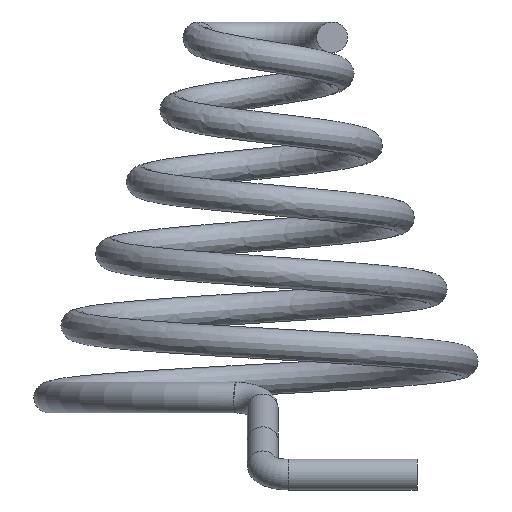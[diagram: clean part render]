
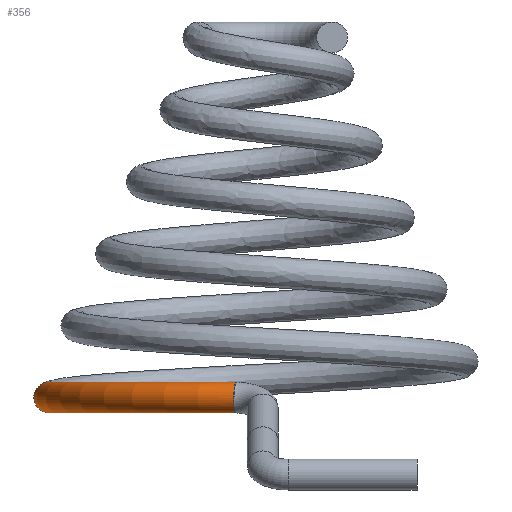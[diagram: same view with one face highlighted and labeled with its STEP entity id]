
A CAD part, front view. The second image highlights one B-rep face of the part: STEP entity #356.
In plain terms, the highlighted toroidal (fillet/blend) face has major radius 4.15 mm and minor radius 0.3 mm.
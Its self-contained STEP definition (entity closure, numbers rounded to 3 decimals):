
#44=FACE_OUTER_BOUND('',#59,.T.);
#59=EDGE_LOOP('',(#264,#265,#266,#267,#268,#269,#270,#271,#272,#273,#274,
#275));
#64=B_SPLINE_CURVE_WITH_KNOTS('',3,(#511,#512,#513,#514,#515,#516,#517,
#518,#519,#520,#521,#522,#523,#524,#525,#526,#527,#528,#529,#530),
 .UNSPECIFIED.,.F.,.F.,(4,2,2,2,2,2,2,2,2,4),(0.005,0.007,
0.014,0.026,0.038,0.05,
0.061,0.073,0.083,0.088),
 .UNSPECIFIED.);
#65=B_SPLINE_CURVE_WITH_KNOTS('',3,(#532,#533,#534,#535,#536,#537),
 .UNSPECIFIED.,.F.,.F.,(4,2,4),(-0.001,0.,0.005),
 .UNSPECIFIED.);
#66=B_SPLINE_CURVE_WITH_KNOTS('',3,(#540,#541,#542,#543,#544,#545),
 .UNSPECIFIED.,.F.,.F.,(4,2,4),(0.088,0.093,0.094),
 .UNSPECIFIED.);
#67=B_SPLINE_CURVE_WITH_KNOTS('',3,(#582,#583,#584,#585,#586,#587,#588,
#589,#590,#591,#592,#593,#594,#595,#596,#597,#598,#599,#600,#601,#602,#603),
 .UNSPECIFIED.,.F.,.F.,(4,2,2,2,2,2,2,2,2,2,4),(-0.045,-0.041,
-0.037,-0.028,-0.023,-0.017,
-0.012,-0.006,-0.003,-0.001,
0.),.UNSPECIFIED.);
#105=CIRCLE('',#399,0.3);
#106=CIRCLE('',#401,0.3);
#107=CIRCLE('',#402,0.3);
#108=CIRCLE('',#403,0.3);
#109=CIRCLE('',#404,0.3);
#110=CIRCLE('',#405,0.3);
#111=CIRCLE('',#406,3.85);
#120=VERTEX_POINT('',#508);
#121=VERTEX_POINT('',#510);
#122=VERTEX_POINT('',#531);
#123=VERTEX_POINT('',#538);
#132=VERTEX_POINT('',#580);
#133=VERTEX_POINT('',#581);
#134=VERTEX_POINT('',#604);
#135=VERTEX_POINT('',#606);
#136=VERTEX_POINT('',#608);
#137=VERTEX_POINT('',#610);
#167=EDGE_CURVE('',#121,#120,#64,.T.);
#168=EDGE_CURVE('',#122,#121,#65,.T.);
#170=EDGE_CURVE('',#120,#123,#66,.T.);
#186=EDGE_CURVE('',#122,#123,#105,.T.);
#187=EDGE_CURVE('',#132,#133,#67,.T.);
#188=EDGE_CURVE('',#134,#132,#106,.T.);
#189=EDGE_CURVE('',#135,#134,#107,.T.);
#190=EDGE_CURVE('',#136,#135,#108,.T.);
#191=EDGE_CURVE('',#137,#136,#109,.T.);
#192=EDGE_CURVE('',#133,#137,#110,.T.);
#193=EDGE_CURVE('',#133,#121,#111,.T.);
#264=ORIENTED_EDGE('',*,*,#187,.F.);
#265=ORIENTED_EDGE('',*,*,#188,.F.);
#266=ORIENTED_EDGE('',*,*,#189,.F.);
#267=ORIENTED_EDGE('',*,*,#190,.F.);
#268=ORIENTED_EDGE('',*,*,#191,.F.);
#269=ORIENTED_EDGE('',*,*,#192,.F.);
#270=ORIENTED_EDGE('',*,*,#193,.T.);
#271=ORIENTED_EDGE('',*,*,#167,.T.);
#272=ORIENTED_EDGE('',*,*,#170,.T.);
#273=ORIENTED_EDGE('',*,*,#186,.F.);
#274=ORIENTED_EDGE('',*,*,#168,.T.);
#275=ORIENTED_EDGE('',*,*,#193,.F.);
#344=TOROIDAL_SURFACE('',#400,4.15,0.3);
#356=ADVANCED_FACE('',(#44),#344,.T.);
#399=AXIS2_PLACEMENT_3D('',#578,#470,#471);
#400=AXIS2_PLACEMENT_3D('',#579,#472,#473);
#401=AXIS2_PLACEMENT_3D('',#605,#474,#475);
#402=AXIS2_PLACEMENT_3D('',#607,#476,#477);
#403=AXIS2_PLACEMENT_3D('',#609,#478,#479);
#404=AXIS2_PLACEMENT_3D('',#611,#480,#481);
#405=AXIS2_PLACEMENT_3D('',#612,#482,#483);
#406=AXIS2_PLACEMENT_3D('',#613,#484,#485);
#470=DIRECTION('center_axis',(0.992,-0.126,0.));
#471=DIRECTION('ref_axis',(0.,0.,-1.));
#472=DIRECTION('center_axis',(0.,0.,-1.));
#473=DIRECTION('ref_axis',(-1.,0.,0.));
#474=DIRECTION('center_axis',(0.,1.,0.));
#475=DIRECTION('ref_axis',(0.,0.,1.));
#476=DIRECTION('center_axis',(0.,1.,0.));
#477=DIRECTION('ref_axis',(0.,0.,1.));
#478=DIRECTION('center_axis',(0.,1.,0.));
#479=DIRECTION('ref_axis',(0.,0.,1.));
#480=DIRECTION('center_axis',(0.,1.,0.));
#481=DIRECTION('ref_axis',(0.,0.,1.));
#482=DIRECTION('center_axis',(0.,1.,0.));
#483=DIRECTION('ref_axis',(0.,0.,1.));
#484=DIRECTION('center_axis',(0.,0.,1.));
#485=DIRECTION('ref_axis',(-1.,0.,0.));
#508=CARTESIAN_POINT('',(-0.561,-4.395,-0.107));
#510=CARTESIAN_POINT('',(-0.487,-3.819,0.));
#511=CARTESIAN_POINT('Ctrl Pts',(-0.487,-3.819,0.));
#512=CARTESIAN_POINT('Ctrl Pts',(-0.488,-3.819,-0.008));
#513=CARTESIAN_POINT('Ctrl Pts',(-0.488,-3.819,-0.017));
#514=CARTESIAN_POINT('Ctrl Pts',(-0.489,-3.822,-0.049));
#515=CARTESIAN_POINT('Ctrl Pts',(-0.49,-3.827,-0.073));
#516=CARTESIAN_POINT('Ctrl Pts',(-0.494,-3.846,-0.132));
#517=CARTESIAN_POINT('Ctrl Pts',(-0.497,-3.866,-0.167));
#518=CARTESIAN_POINT('Ctrl Pts',(-0.504,-3.916,-0.226));
#519=CARTESIAN_POINT('Ctrl Pts',(-0.509,-3.947,-0.25));
#520=CARTESIAN_POINT('Ctrl Pts',(-0.518,-4.016,-0.285));
#521=CARTESIAN_POINT('Ctrl Pts',(-0.523,-4.054,-0.296));
#522=CARTESIAN_POINT('Ctrl Pts',(-0.533,-4.131,-0.302));
#523=CARTESIAN_POINT('Ctrl Pts',(-0.538,-4.17,-0.298));
#524=CARTESIAN_POINT('Ctrl Pts',(-0.547,-4.244,-0.274));
#525=CARTESIAN_POINT('Ctrl Pts',(-0.551,-4.278,-0.255));
#526=CARTESIAN_POINT('Ctrl Pts',(-0.556,-4.333,-0.208));
#527=CARTESIAN_POINT('Ctrl Pts',(-0.558,-4.355,-0.183));
#528=CARTESIAN_POINT('Ctrl Pts',(-0.56,-4.381,-0.139));
#529=CARTESIAN_POINT('Ctrl Pts',(-0.561,-4.388,-0.123));
#530=CARTESIAN_POINT('Ctrl Pts',(-0.561,-4.395,-0.107));
#531=CARTESIAN_POINT('',(-0.487,-3.824,0.055));
#532=CARTESIAN_POINT('Ctrl Pts',(-0.487,-3.824,0.055));
#533=CARTESIAN_POINT('Ctrl Pts',(-0.487,-3.824,0.052));
#534=CARTESIAN_POINT('Ctrl Pts',(-0.487,-3.823,0.049));
#535=CARTESIAN_POINT('Ctrl Pts',(-0.487,-3.82,0.031));
#536=CARTESIAN_POINT('Ctrl Pts',(-0.487,-3.819,0.015));
#537=CARTESIAN_POINT('Ctrl Pts',(-0.487,-3.819,0.));
#538=CARTESIAN_POINT('',(-0.561,-4.409,-0.055));
#540=CARTESIAN_POINT('Ctrl Pts',(-0.561,-4.395,-0.107));
#541=CARTESIAN_POINT('Ctrl Pts',(-0.561,-4.4,-0.093));
#542=CARTESIAN_POINT('Ctrl Pts',(-0.562,-4.404,-0.078));
#543=CARTESIAN_POINT('Ctrl Pts',(-0.561,-4.408,-0.06));
#544=CARTESIAN_POINT('Ctrl Pts',(-0.561,-4.409,-0.057));
#545=CARTESIAN_POINT('Ctrl Pts',(-0.561,-4.409,-0.055));
#578=CARTESIAN_POINT('Origin',(-0.524,-4.117,0.));
#579=CARTESIAN_POINT('Origin',(0.,0.,0.));
#580=CARTESIAN_POINT('',(-4.15,0.,0.3));
#581=CARTESIAN_POINT('',(-3.85,0.,0.));
#582=CARTESIAN_POINT('Ctrl Pts',(-4.15,0.,0.3));
#583=CARTESIAN_POINT('Ctrl Pts',(-4.136,0.,
0.3));
#584=CARTESIAN_POINT('Ctrl Pts',(-4.122,0.003,0.299));
#585=CARTESIAN_POINT('Ctrl Pts',(-4.094,0.012,0.295));
#586=CARTESIAN_POINT('Ctrl Pts',(-4.08,0.018,0.292));
#587=CARTESIAN_POINT('Ctrl Pts',(-4.04,0.038,0.281));
#588=CARTESIAN_POINT('Ctrl Pts',(-4.012,0.055,0.269));
#589=CARTESIAN_POINT('Ctrl Pts',(-3.969,0.075,0.241));
#590=CARTESIAN_POINT('Ctrl Pts',(-3.953,0.08,0.228));
#591=CARTESIAN_POINT('Ctrl Pts',(-3.922,0.085,0.198));
#592=CARTESIAN_POINT('Ctrl Pts',(-3.909,0.083,0.182));
#593=CARTESIAN_POINT('Ctrl Pts',(-3.886,0.073,0.145));
#594=CARTESIAN_POINT('Ctrl Pts',(-3.877,0.063,0.126));
#595=CARTESIAN_POINT('Ctrl Pts',(-3.862,0.042,0.088));
#596=CARTESIAN_POINT('Ctrl Pts',(-3.858,0.03,0.071));
#597=CARTESIAN_POINT('Ctrl Pts',(-3.853,0.016,0.046));
#598=CARTESIAN_POINT('Ctrl Pts',(-3.852,0.011,0.036));
#599=CARTESIAN_POINT('Ctrl Pts',(-3.851,0.005,0.023));
#600=CARTESIAN_POINT('Ctrl Pts',(-3.851,0.003,
0.018));
#601=CARTESIAN_POINT('Ctrl Pts',(-3.85,0.001,
0.009));
#602=CARTESIAN_POINT('Ctrl Pts',(-3.85,0.,0.005));
#603=CARTESIAN_POINT('Ctrl Pts',(-3.85,0.,0.));
#604=CARTESIAN_POINT('',(-4.434,0.,0.097));
#605=CARTESIAN_POINT('Origin',(-4.15,0.,0.));
#606=CARTESIAN_POINT('',(-4.45,0.,0.));
#607=CARTESIAN_POINT('Origin',(-4.15,0.,0.));
#608=CARTESIAN_POINT('',(-4.15,0.,-0.3));
#609=CARTESIAN_POINT('Origin',(-4.15,0.,0.));
#610=CARTESIAN_POINT('',(-3.866,0.,-0.097));
#611=CARTESIAN_POINT('Origin',(-4.15,0.,0.));
#612=CARTESIAN_POINT('Origin',(-4.15,0.,0.));
#613=CARTESIAN_POINT('Origin',(0.,0.,0.));
